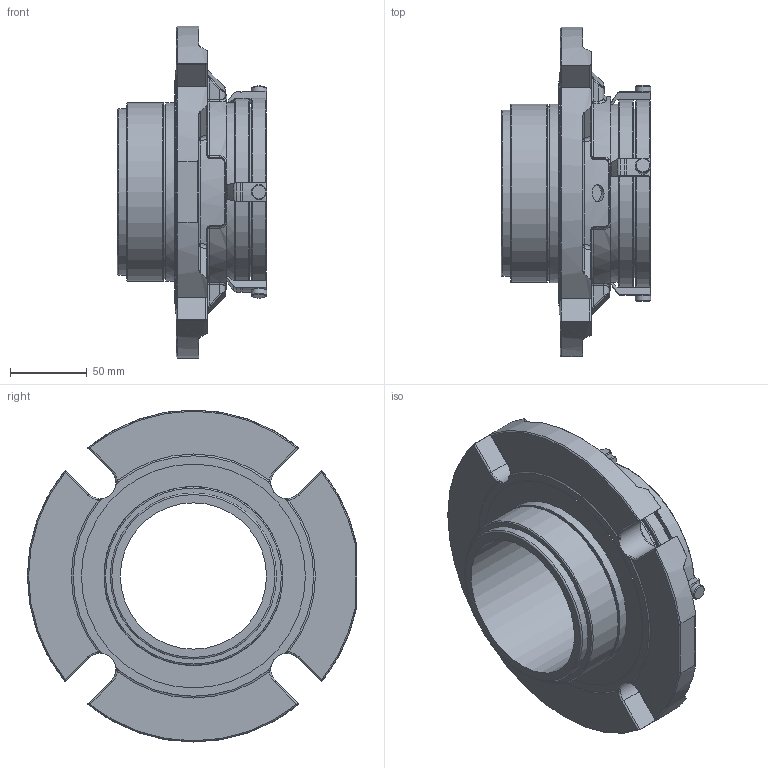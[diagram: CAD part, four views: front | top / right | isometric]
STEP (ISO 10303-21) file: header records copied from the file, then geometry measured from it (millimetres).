
FILE_DESCRIPTION(/* description */ ('Unknown'),/* implementation_level */ '2;1');
FILE_NAME(/* name */ '95mm',/* time_stamp */ '2023-02-07T09:39:35+00:00',/* author */ ('Unknown'),/* organization */ ('Unknown'),/* preprocessor_version */ 'ST-DEVELOPER v16.7',/* originating_system */ 'Solid Edge',/* authorisation */ 'Unknown');
FILE_SCHEMA (('AUTOMOTIVE_DESIGN {1 0 10303 214 3 1 1}'));
Length unit declared in the file: millimetre
Products named in the file (1): 95mm
Bounding box: 97.1 x 213.82 x 215.65 mm (x, y, z)
Volume: 828951.3 mm3; surface area: 137814.3 mm2
Topology: 1 solids, 1 shells, 643 faces, 1679 edges, 1038 vertices
Faces by surface type: plane 204, cylinder 169, bspline 107, torus 102, sphere 40, cone 21
Full cylindrical faces by diameter (mm): 3.761 x1, 10 x4, 10.998 x2, 94.996 x1, 107.925 x1, 109.931 x1, 112.789 x1, 115.773 x1, 115.875 x1, 116.205 x1, 122.072 x1, 145.466 x1
Entity records: 23024 total; most frequent: CARTESIAN_POINT 8634, ORIENTED_EDGE 3222, DIRECTION 2699, EDGE_CURVE 1611, AXIS2_PLACEMENT_3D 1118, VERTEX_POINT 1020, EDGE_LOOP 703, FACE_BOUND 703
